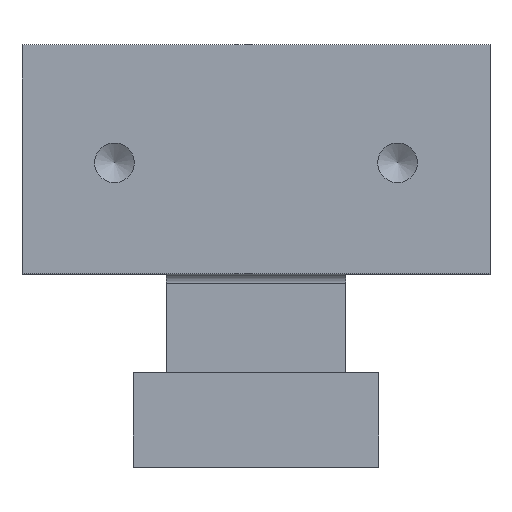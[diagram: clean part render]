
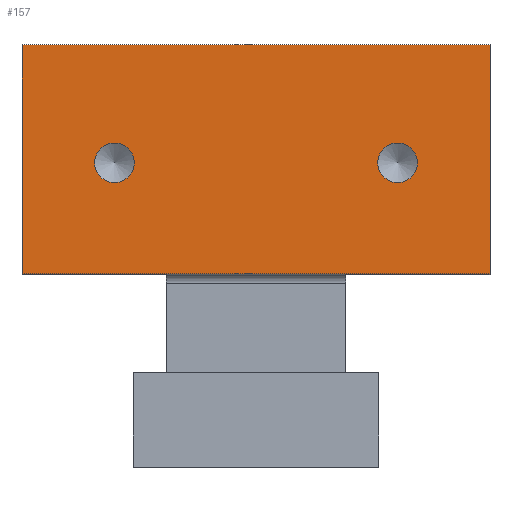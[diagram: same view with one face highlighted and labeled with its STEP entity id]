
A CAD part, front view. The second image highlights one B-rep face of the part: STEP entity #157.
In plain terms, the highlighted planar face has unit normal (0, -1, 0).
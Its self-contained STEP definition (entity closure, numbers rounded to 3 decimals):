
#157 = ADVANCED_FACE( '', ( #321, #322, #323 ), #324, .F. );
#321 = FACE_BOUND( '', #496, .T. );
#322 = FACE_BOUND( '', #497, .T. );
#323 = FACE_OUTER_BOUND( '', #498, .T. );
#324 = PLANE( '', #499 );
#496 = EDGE_LOOP( '', ( #745 ) );
#497 = EDGE_LOOP( '', ( #746 ) );
#498 = EDGE_LOOP( '', ( #747, #748, #749, #750 ) );
#499 = AXIS2_PLACEMENT_3D( '', #751, #752, #753 );
#745 = ORIENTED_EDGE( '', *, *, #974, .T. );
#746 = ORIENTED_EDGE( '', *, *, #958, .T. );
#747 = ORIENTED_EDGE( '', *, *, #989, .F. );
#748 = ORIENTED_EDGE( '', *, *, #965, .F. );
#749 = ORIENTED_EDGE( '', *, *, #985, .T. );
#750 = ORIENTED_EDGE( '', *, *, #908, .T. );
#751 = CARTESIAN_POINT( '', ( 9.5, 2.5, 10.4 ) );
#752 = DIRECTION( '', ( 0., 1., 0. ) );
#753 = DIRECTION( '', ( 0., 0., 1. ) );
#908 = EDGE_CURVE( '', #1037, #1035, #1038, .T. );
#958 = EDGE_CURVE( '', #1119, #1119, #1120, .T. );
#965 = EDGE_CURVE( '', #1131, #1122, #1133, .T. );
#974 = EDGE_CURVE( '', #1147, #1147, #1148, .T. );
#985 = EDGE_CURVE( '', #1131, #1037, #1164, .T. );
#989 = EDGE_CURVE( '', #1122, #1035, #1168, .F. );
#1035 = VERTEX_POINT( '', #1217 );
#1037 = VERTEX_POINT( '', #1219 );
#1038 = LINE( '', #1220, #1221 );
#1119 = VERTEX_POINT( '', #1324 );
#1120 = CIRCLE( '', #1325, 2.1 );
#1122 = VERTEX_POINT( '', #1327 );
#1131 = VERTEX_POINT( '', #1339 );
#1133 = LINE( '', #1342, #1343 );
#1147 = VERTEX_POINT( '', #1357 );
#1148 = CIRCLE( '', #1358, 2.1 );
#1164 = LINE( '', #1375, #1376 );
#1168 = LINE( '', #1381, #1382 );
#1217 = CARTESIAN_POINT( '', ( -24.8, 2.5, 10.5 ) );
#1219 = CARTESIAN_POINT( '', ( -24.8, 2.5, 34.75 ) );
#1220 = CARTESIAN_POINT( '', ( -24.8, 2.5, 10.4 ) );
#1221 = VECTOR( '', #1443, 1000. );
#1324 = CARTESIAN_POINT( '', ( -15., 2.5, 20.15 ) );
#1325 = AXIS2_PLACEMENT_3D( '', #1508, #1509, #1510 );
#1327 = CARTESIAN_POINT( '', ( 24.8, 2.5, 10.5 ) );
#1339 = CARTESIAN_POINT( '', ( 24.8, 2.5, 34.75 ) );
#1342 = CARTESIAN_POINT( '', ( 24.8, 2.5, 10.4 ) );
#1343 = VECTOR( '', #1518, 1000. );
#1357 = CARTESIAN_POINT( '', ( 15., 2.5, 20.15 ) );
#1358 = AXIS2_PLACEMENT_3D( '', #1534, #1535, #1536 );
#1375 = CARTESIAN_POINT( '', ( 24.8, 2.5, 34.75 ) );
#1376 = VECTOR( '', #1553, 1000. );
#1381 = CARTESIAN_POINT( '', ( -41.508, 2.5, 10.5 ) );
#1382 = VECTOR( '', #1555, 1000. );
#1443 = DIRECTION( '', ( 0., 0., -1. ) );
#1508 = CARTESIAN_POINT( '', ( -15., 2.5, 22.25 ) );
#1509 = DIRECTION( '', ( 0., 1., 0. ) );
#1510 = DIRECTION( '', ( 0., 0., -1. ) );
#1518 = DIRECTION( '', ( 0., 0., -1. ) );
#1534 = CARTESIAN_POINT( '', ( 15., 2.5, 22.25 ) );
#1535 = DIRECTION( '', ( 0., 1., 0. ) );
#1536 = DIRECTION( '', ( 0., 0., -1. ) );
#1553 = DIRECTION( '', ( -1., 0., 0. ) );
#1555 = DIRECTION( '', ( 1., 0., 0. ) );
